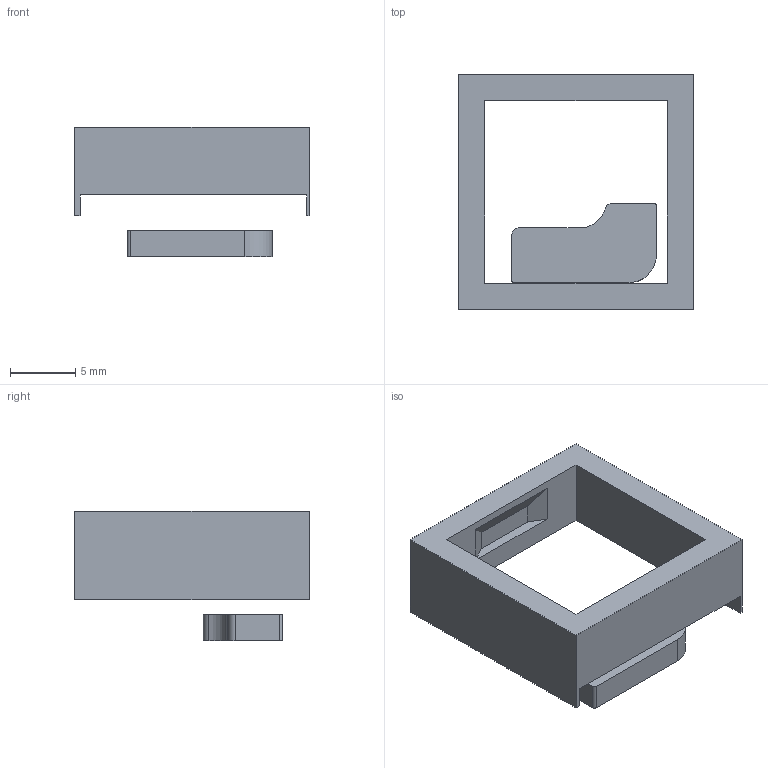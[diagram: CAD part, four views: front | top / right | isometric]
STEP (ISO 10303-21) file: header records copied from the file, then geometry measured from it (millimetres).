
FILE_DESCRIPTION(/* description */ (''),/* implementation_level */ '2;1');
FILE_NAME(/* name */ 'key-mx-better-pcb.step',/* time_stamp */ '2024-05-13T01:31:09-04:00',/* author */ (''),/* organization */ (''),/* preprocessor_version */ 'ST-DEVELOPER v20',/* originating_system */ 'Autodesk Translation Framework v12.20.1.177',/* authorisation */ '');
FILE_SCHEMA (('AUTOMOTIVE_DESIGN { 1 0 10303 214 3 1 1 }'));
Length unit declared in the file: millimetre
Products named in the file (1): key-mx-better
Bounding box: 18 x 18 x 9.95 mm (x, y, z)
Volume: 767.9 mm3; surface area: 1225 mm2
Topology: 2 solids, 2 shells, 37 faces, 93 edges, 62 vertices
Faces by surface type: plane 31, cylinder 6
Entity records: 1131 total; most frequent: CARTESIAN_POINT 193, ORIENTED_EDGE 186, DIRECTION 181, EDGE_CURVE 93, LINE 81, VECTOR 81, VERTEX_POINT 62, AXIS2_PLACEMENT_3D 50
